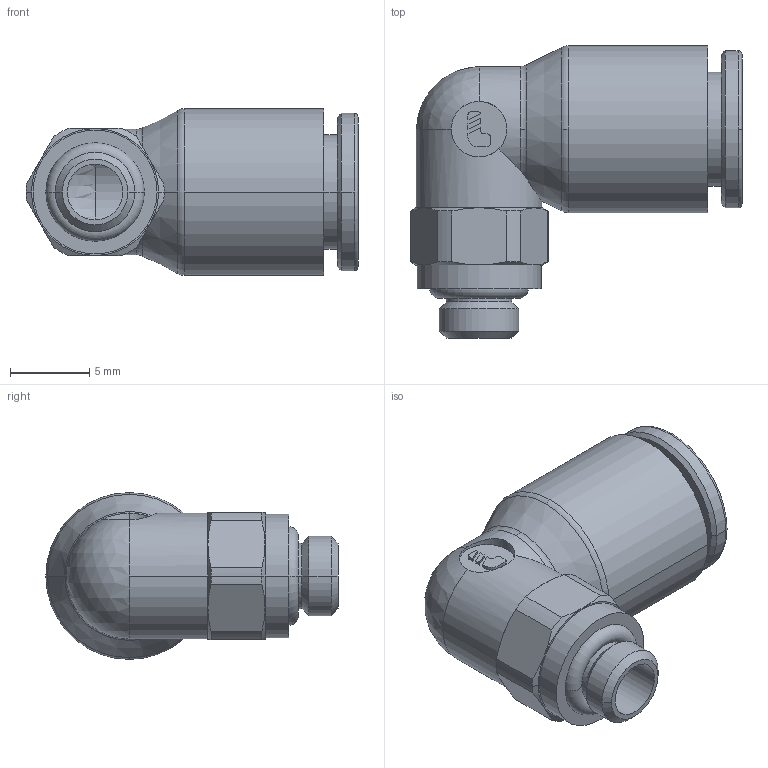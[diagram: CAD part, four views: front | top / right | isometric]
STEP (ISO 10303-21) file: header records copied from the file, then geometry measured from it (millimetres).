
FILE_DESCRIPTION(('STEP AP214'),'1');
FILE_NAME('3199_06_19.stp','2016-07-07T14:54:01',('TraceParts'),('TraceParts S.A.'),'Spatial InterOp 3D',' ',' ');
FILE_SCHEMA(('automotive_design'));
Length unit declared in the file: millimetre
Products named in the file (1): 1
Bounding box: 20.91 x 18.4 x 10.5 mm (x, y, z)
Volume: 1095.7 mm3; surface area: 1480 mm2
Topology: 1 solids, 1 shells, 105 faces, 260 edges, 161 vertices
Faces by surface type: cylinder 38, plane 31, cone 24, torus 9, sphere 3
Entity records: 3405 total; most frequent: CARTESIAN_POINT 900, DIRECTION 560, ORIENTED_EDGE 510, EDGE_CURVE 255, AXIS2_PLACEMENT_3D 233, VERTEX_POINT 161, CIRCLE 125, EDGE_LOOP 116
